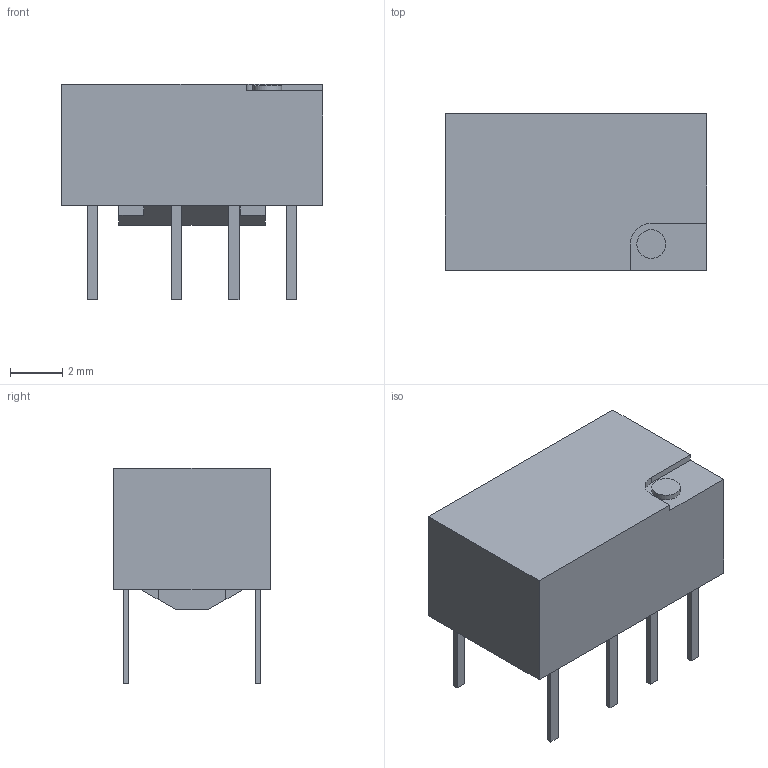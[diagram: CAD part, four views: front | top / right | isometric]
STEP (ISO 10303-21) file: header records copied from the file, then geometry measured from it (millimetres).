
FILE_DESCRIPTION(/* description */ (''),/* implementation_level */ '2;1');
FILE_NAME(/* name */ 'REL_TYCO_IMXXXT.stp',/* time_stamp */ '2016-12-08T15:56:30+01:00',/* author */ ('riccim'),/* organization */ ('Tyco Electronics Corporation'),/* preprocessor_version */ 'ST-DEVELOPER v15.5',/* originating_system */ 'AutoCAD Mechanical',/* authorisation */ '');
FILE_SCHEMA (('AUTOMOTIVE_DESIGN { 1 0 10303 214 3 1 1 }'));
Length unit declared in the file: millimetre
Products named in the file (1): Product
Bounding box: 10 x 6 x 8.25 mm (x, y, z)
Volume: 286.8 mm3; surface area: 323.5 mm2
Topology: 9 solids, 9 shells, 90 faces, 207 edges, 138 vertices
Faces by surface type: plane 88, cylinder 2
Full cylindrical faces by diameter (mm): 1.1 x1
Entity records: 2521 total; most frequent: CARTESIAN_POINT 435, ORIENTED_EDGE 412, DIRECTION 392, EDGE_CURVE 206, LINE 202, VECTOR 202, VERTEX_POINT 138, AXIS2_PLACEMENT_3D 95
